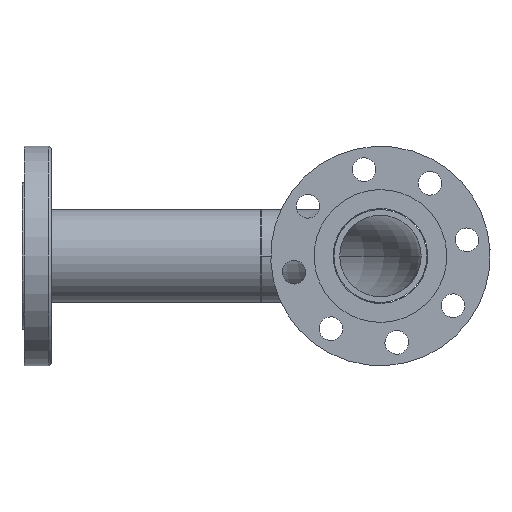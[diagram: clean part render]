
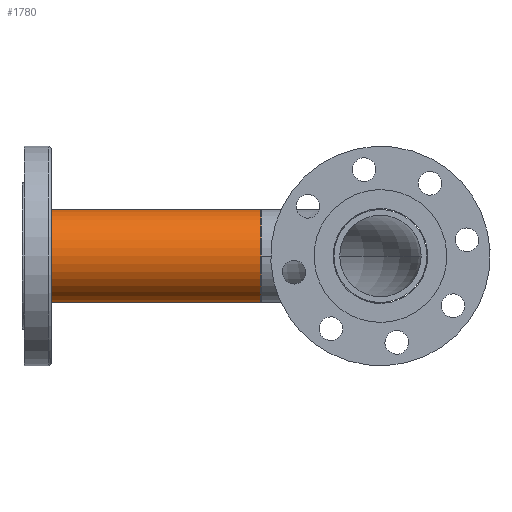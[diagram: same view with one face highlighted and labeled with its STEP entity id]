
A CAD part, front view. The second image highlights one B-rep face of the part: STEP entity #1780.
In plain terms, the highlighted cylindrical face has radius 44.45 mm (diameter 88.9 mm), a partial arc.
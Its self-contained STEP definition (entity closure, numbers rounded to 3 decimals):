
#100 = EDGE_CURVE ( 'NONE', #1689, #621, #563, .T. ) ;
#127 = CARTESIAN_POINT ( 'NONE',  ( -333., 306., -44.45 ) ) ;
#132 = CARTESIAN_POINT ( 'NONE',  ( -333., 306., 44.45 ) ) ;
#303 = DIRECTION ( 'NONE',  ( 1., 0., 0. ) ) ;
#330 = EDGE_LOOP ( 'NONE', ( #1678, #1292, #2733, #497 ) ) ;
#423 = CARTESIAN_POINT ( 'NONE',  ( -333., 306., 0. ) ) ;
#424 = DIRECTION ( 'NONE',  ( 0., 0., 1. ) ) ;
#497 = ORIENTED_EDGE ( 'NONE', *, *, #1256, .T. ) ;
#522 = DIRECTION ( 'NONE',  ( 1., 0., 0. ) ) ;
#523 = DIRECTION ( 'NONE',  ( 0., 0., -1. ) ) ;
#549 = DIRECTION ( 'NONE',  ( -1., 0., 0. ) ) ;
#563 = LINE ( 'NONE', #127, #592 ) ;
#592 = VECTOR ( 'NONE', #522, 1000. ) ;
#616 = CIRCLE ( 'NONE', #2277, 44.45 ) ;
#621 = VERTEX_POINT ( 'NONE', #2296 ) ;
#630 = CYLINDRICAL_SURFACE ( 'NONE', #1000, 44.45 ) ;
#1000 = AXIS2_PLACEMENT_3D ( 'NONE', #423, #2331, #523 ) ;
#1201 = VERTEX_POINT ( 'NONE', #2177 ) ;
#1256 = EDGE_CURVE ( 'NONE', #621, #1201, #1506, .T. ) ;
#1292 = ORIENTED_EDGE ( 'NONE', *, *, #1364, .F. ) ;
#1293 = CARTESIAN_POINT ( 'NONE',  ( -333., 306., -44.45 ) ) ;
#1364 = EDGE_CURVE ( 'NONE', #1689, #2429, #616, .T. ) ;
#1445 = DIRECTION ( 'NONE',  ( 0., 0., 1. ) ) ;
#1506 = CIRCLE ( 'NONE', #2366, 44.45 ) ;
#1516 = VECTOR ( 'NONE', #303, 1000. ) ;
#1678 = ORIENTED_EDGE ( 'NONE', *, *, #2185, .F. ) ;
#1689 = VERTEX_POINT ( 'NONE', #1293 ) ;
#1780 = ADVANCED_FACE ( 'NONE', ( #2651 ), #630, .T. ) ;
#1994 = CARTESIAN_POINT ( 'NONE',  ( -333., 306., 0. ) ) ;
#2014 = DIRECTION ( 'NONE',  ( -1., 0., 0. ) ) ;
#2177 = CARTESIAN_POINT ( 'NONE',  ( -114.5, 306., 44.45 ) ) ;
#2185 = EDGE_CURVE ( 'NONE', #2429, #1201, #2778, .T. ) ;
#2277 = AXIS2_PLACEMENT_3D ( 'NONE', #1994, #2014, #424 ) ;
#2279 = CARTESIAN_POINT ( 'NONE',  ( -333., 306., 44.45 ) ) ;
#2296 = CARTESIAN_POINT ( 'NONE',  ( -114.5, 306., -44.45 ) ) ;
#2331 = DIRECTION ( 'NONE',  ( 1., 0., 0. ) ) ;
#2339 = CARTESIAN_POINT ( 'NONE',  ( -114.5, 306., 0. ) ) ;
#2366 = AXIS2_PLACEMENT_3D ( 'NONE', #2339, #549, #1445 ) ;
#2429 = VERTEX_POINT ( 'NONE', #132 ) ;
#2651 = FACE_OUTER_BOUND ( 'NONE', #330, .T. ) ;
#2733 = ORIENTED_EDGE ( 'NONE', *, *, #100, .T. ) ;
#2778 = LINE ( 'NONE', #2279, #1516 ) ;
